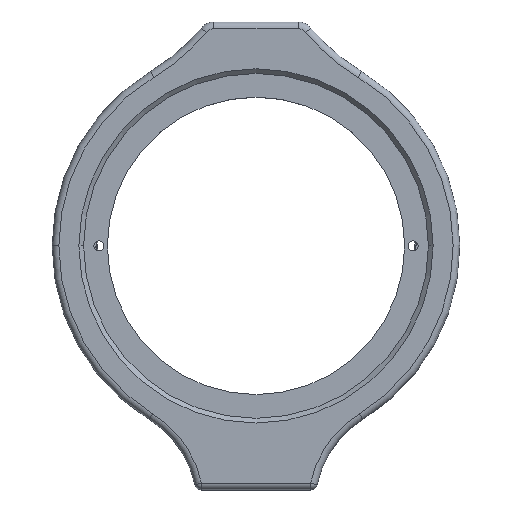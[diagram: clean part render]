
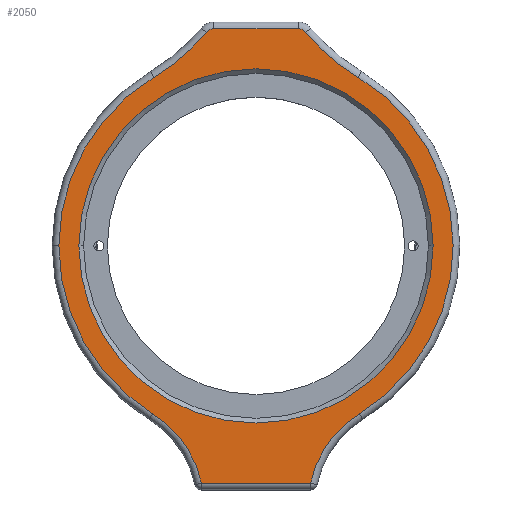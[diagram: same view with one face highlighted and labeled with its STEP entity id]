
A CAD part, top view. The second image highlights one B-rep face of the part: STEP entity #2050.
In plain terms, the highlighted planar face has unit normal (0, 0, 1).
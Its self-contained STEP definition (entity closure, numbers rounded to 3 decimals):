
#18 = LINE ( 'NONE', #742, #101 ) ;
#22 = EDGE_CURVE ( 'NONE', #752, #705, #715, .T. ) ;
#34 = VERTEX_POINT ( 'NONE', #2019 ) ;
#60 = EDGE_CURVE ( 'NONE', #2143, #34, #641, .T. ) ;
#89 = DIRECTION ( 'NONE',  ( -1., 0., 0. ) ) ;
#101 = VECTOR ( 'NONE', #2135, 1000. ) ;
#139 = DIRECTION ( 'NONE',  ( -1., 0., 0. ) ) ;
#148 = CIRCLE ( 'NONE', #938, 31. ) ;
#216 = DIRECTION ( 'NONE',  ( -1., 0., 0. ) ) ;
#218 = EDGE_CURVE ( 'NONE', #839, #1127, #1050, .T. ) ;
#222 = ORIENTED_EDGE ( 'NONE', *, *, #1053, .T. ) ;
#238 = AXIS2_PLACEMENT_3D ( 'NONE', #815, #1841, #1520 ) ;
#246 = ORIENTED_EDGE ( 'NONE', *, *, #530, .T. ) ;
#247 = ORIENTED_EDGE ( 'NONE', *, *, #1694, .T. ) ;
#262 = AXIS2_PLACEMENT_3D ( 'NONE', #2148, #1981, #1814 ) ;
#265 = CARTESIAN_POINT ( 'NONE',  ( 0., 0., 0. ) ) ;
#268 = CARTESIAN_POINT ( 'NONE',  ( -6.299, 31., 0. ) ) ;
#293 = PLANE ( 'NONE',  #1380 ) ;
#334 = ORIENTED_EDGE ( 'NONE', *, *, #1038, .T. ) ;
#345 = VECTOR ( 'NONE', #1587, 1000. ) ;
#382 = ORIENTED_EDGE ( 'NONE', *, *, #1464, .T. ) ;
#430 = CARTESIAN_POINT ( 'NONE',  ( 0., 0., 0. ) ) ;
#453 = CARTESIAN_POINT ( 'NONE',  ( 23.829, -38.761, 0. ) ) ;
#456 = CARTESIAN_POINT ( 'NONE',  ( -15.255, 25.25, 0. ) ) ;
#466 = DIRECTION ( 'NONE',  ( 0., 0., -1. ) ) ;
#517 = CARTESIAN_POINT ( 'NONE',  ( 6.299, 31., 0. ) ) ;
#525 = CIRCLE ( 'NONE', #2217, 1.5 ) ;
#530 = EDGE_CURVE ( 'NONE', #705, #752, #1401, .T. ) ;
#611 = CARTESIAN_POINT ( 'NONE',  ( -31.285, 51.783, 0. ) ) ;
#639 = AXIS2_PLACEMENT_3D ( 'NONE', #1114, #1104, #1262 ) ;
#641 = CIRCLE ( 'NONE', #1568, 1.5 ) ;
#658 = DIRECTION ( 'NONE',  ( -1., 0., 0. ) ) ;
#690 = CIRCLE ( 'NONE', #697, 29.5 ) ;
#697 = AXIS2_PLACEMENT_3D ( 'NONE', #430, #790, #1645 ) ;
#705 = VERTEX_POINT ( 'NONE', #1716 ) ;
#706 = DIRECTION ( 'NONE',  ( 0., 0., 1. ) ) ;
#715 = CIRCLE ( 'NONE', #238, 26.5 ) ;
#720 = CARTESIAN_POINT ( 'NONE',  ( -6.299, 32.5, 0. ) ) ;
#737 = CARTESIAN_POINT ( 'NONE',  ( -29.5, 0., 0. ) ) ;
#742 = CARTESIAN_POINT ( 'NONE',  ( -6.299, 32.5, 0. ) ) ;
#743 = CIRCLE ( 'NONE', #772, 16. ) ;
#752 = VERTEX_POINT ( 'NONE', #909 ) ;
#763 = EDGE_CURVE ( 'NONE', #1127, #1529, #1219, .T. ) ;
#772 = AXIS2_PLACEMENT_3D ( 'NONE', #453, #2024, #1492 ) ;
#790 = DIRECTION ( 'NONE',  ( 0., 0., 1. ) ) ;
#802 = CARTESIAN_POINT ( 'NONE',  ( 15.255, 25.25, 0. ) ) ;
#812 = DIRECTION ( 'NONE',  ( 0., 0., 1. ) ) ;
#815 = CARTESIAN_POINT ( 'NONE',  ( 0., 0., 0. ) ) ;
#834 = ORIENTED_EDGE ( 'NONE', *, *, #22, .T. ) ;
#837 = DIRECTION ( 'NONE',  ( 0., 0., 1. ) ) ;
#839 = VERTEX_POINT ( 'NONE', #1579 ) ;
#906 = EDGE_LOOP ( 'NONE', ( #1862, #1030, #247, #1735, #1783, #1935, #382, #222, #1976, #1411, #334 ) ) ;
#909 = CARTESIAN_POINT ( 'NONE',  ( 26.5, 0., 0. ) ) ;
#938 = AXIS2_PLACEMENT_3D ( 'NONE', #611, #466, #1825 ) ;
#976 = EDGE_CURVE ( 'NONE', #1338, #2143, #18, .T. ) ;
#1030 = ORIENTED_EDGE ( 'NONE', *, *, #2130, .T. ) ;
#1038 = EDGE_CURVE ( 'NONE', #1529, #1339, #743, .T. ) ;
#1050 = CIRCLE ( 'NONE', #1148, 16. ) ;
#1053 = EDGE_CURVE ( 'NONE', #2212, #839, #1326, .T. ) ;
#1096 = CARTESIAN_POINT ( 'NONE',  ( 7.452, 31.959, 0. ) ) ;
#1104 = DIRECTION ( 'NONE',  ( 0., 0., -1. ) ) ;
#1114 = CARTESIAN_POINT ( 'NONE',  ( 31.285, 51.783, 0. ) ) ;
#1127 = VERTEX_POINT ( 'NONE', #1949 ) ;
#1128 = CARTESIAN_POINT ( 'NONE',  ( 15.449, -25.131, 0. ) ) ;
#1148 = AXIS2_PLACEMENT_3D ( 'NONE', #1541, #1699, #658 ) ;
#1219 = LINE ( 'NONE', #2118, #345 ) ;
#1262 = DIRECTION ( 'NONE',  ( -1., 0., 0. ) ) ;
#1326 = CIRCLE ( 'NONE', #2169, 29.5 ) ;
#1338 = VERTEX_POINT ( 'NONE', #1485 ) ;
#1339 = VERTEX_POINT ( 'NONE', #1128 ) ;
#1367 = VERTEX_POINT ( 'NONE', #456 ) ;
#1380 = AXIS2_PLACEMENT_3D ( 'NONE', #265, #1514, #1844 ) ;
#1391 = FACE_OUTER_BOUND ( 'NONE', #906, .T. ) ;
#1401 = CIRCLE ( 'NONE', #262, 26.5 ) ;
#1411 = ORIENTED_EDGE ( 'NONE', *, *, #763, .T. ) ;
#1413 = EDGE_CURVE ( 'NONE', #34, #1367, #148, .T. ) ;
#1431 = EDGE_CURVE ( 'NONE', #1339, #2059, #690, .T. ) ;
#1464 = EDGE_CURVE ( 'NONE', #1367, #2212, #1775, .T. ) ;
#1485 = CARTESIAN_POINT ( 'NONE',  ( 6.299, 32.5, 0. ) ) ;
#1492 = DIRECTION ( 'NONE',  ( -1., 0., 0. ) ) ;
#1514 = DIRECTION ( 'NONE',  ( 0., 0., -1. ) ) ;
#1520 = DIRECTION ( 'NONE',  ( -1., 0., 0. ) ) ;
#1529 = VERTEX_POINT ( 'NONE', #2236 ) ;
#1541 = CARTESIAN_POINT ( 'NONE',  ( -23.829, -38.761, 0. ) ) ;
#1568 = AXIS2_PLACEMENT_3D ( 'NONE', #268, #1835, #2183 ) ;
#1579 = CARTESIAN_POINT ( 'NONE',  ( -15.449, -25.131, 0. ) ) ;
#1587 = DIRECTION ( 'NONE',  ( 1., 0., 0. ) ) ;
#1590 = CIRCLE ( 'NONE', #639, 31. ) ;
#1645 = DIRECTION ( 'NONE',  ( -1., 0., 0. ) ) ;
#1688 = CARTESIAN_POINT ( 'NONE',  ( 0., 0., 0. ) ) ;
#1694 = EDGE_CURVE ( 'NONE', #2225, #1338, #525, .T. ) ;
#1699 = DIRECTION ( 'NONE',  ( 0., 0., -1. ) ) ;
#1716 = CARTESIAN_POINT ( 'NONE',  ( -26.5, 0., 0. ) ) ;
#1735 = ORIENTED_EDGE ( 'NONE', *, *, #976, .T. ) ;
#1775 = CIRCLE ( 'NONE', #2139, 29.5 ) ;
#1783 = ORIENTED_EDGE ( 'NONE', *, *, #60, .T. ) ;
#1814 = DIRECTION ( 'NONE',  ( -1., 0., 0. ) ) ;
#1825 = DIRECTION ( 'NONE',  ( -1., 0., 0. ) ) ;
#1835 = DIRECTION ( 'NONE',  ( 0., 0., 1. ) ) ;
#1841 = DIRECTION ( 'NONE',  ( 0., 0., -1. ) ) ;
#1844 = DIRECTION ( 'NONE',  ( -1., 0., 0. ) ) ;
#1854 = CARTESIAN_POINT ( 'NONE',  ( 0., 0., 0. ) ) ;
#1862 = ORIENTED_EDGE ( 'NONE', *, *, #1431, .T. ) ;
#1935 = ORIENTED_EDGE ( 'NONE', *, *, #1413, .T. ) ;
#1947 = EDGE_LOOP ( 'NONE', ( #834, #246 ) ) ;
#1949 = CARTESIAN_POINT ( 'NONE',  ( -8.164, -35.5, 0. ) ) ;
#1976 = ORIENTED_EDGE ( 'NONE', *, *, #218, .T. ) ;
#1981 = DIRECTION ( 'NONE',  ( 0., 0., -1. ) ) ;
#2019 = CARTESIAN_POINT ( 'NONE',  ( -7.452, 31.959, 0. ) ) ;
#2024 = DIRECTION ( 'NONE',  ( 0., 0., -1. ) ) ;
#2050 = ADVANCED_FACE ( 'NONE', ( #2211, #1391 ), #293, .F. ) ;
#2059 = VERTEX_POINT ( 'NONE', #802 ) ;
#2118 = CARTESIAN_POINT ( 'NONE',  ( 0., -35.5, 0. ) ) ;
#2130 = EDGE_CURVE ( 'NONE', #2059, #2225, #1590, .T. ) ;
#2135 = DIRECTION ( 'NONE',  ( -1., 0., 0. ) ) ;
#2139 = AXIS2_PLACEMENT_3D ( 'NONE', #1688, #837, #139 ) ;
#2143 = VERTEX_POINT ( 'NONE', #720 ) ;
#2148 = CARTESIAN_POINT ( 'NONE',  ( 0., 0., 0. ) ) ;
#2169 = AXIS2_PLACEMENT_3D ( 'NONE', #1854, #812, #89 ) ;
#2183 = DIRECTION ( 'NONE',  ( -1., 0., 0. ) ) ;
#2211 = FACE_BOUND ( 'NONE', #1947, .T. ) ;
#2212 = VERTEX_POINT ( 'NONE', #737 ) ;
#2217 = AXIS2_PLACEMENT_3D ( 'NONE', #517, #706, #216 ) ;
#2225 = VERTEX_POINT ( 'NONE', #1096 ) ;
#2236 = CARTESIAN_POINT ( 'NONE',  ( 8.164, -35.5, 0. ) ) ;
